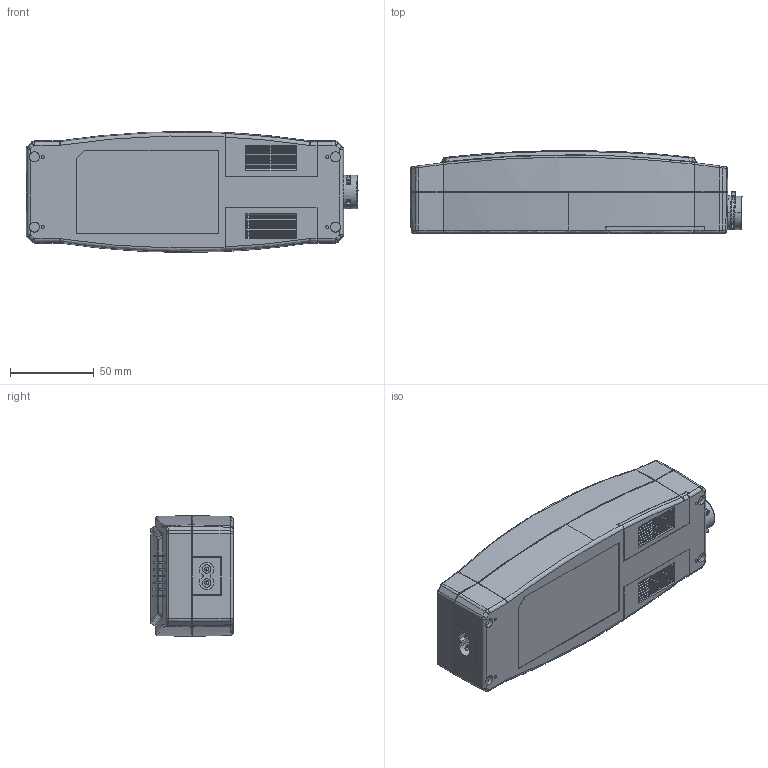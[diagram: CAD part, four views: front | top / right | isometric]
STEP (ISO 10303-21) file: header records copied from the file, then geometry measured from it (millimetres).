
FILE_DESCRIPTION (( 'STEP AP203' ), '1' );
FILE_NAME ('PD 13.STEP', '2012-10-30T09:20:16', ( 'admin' ), ( 'Hewlett-Packard Company' ), 'SwSTEP 2.0', 'SolidWorks 2012', '' );
FILE_SCHEMA (( 'CONFIG_CONTROL_DESIGN' ));
Products named in the file (1): PD 13
Bounding box: 198.45 x 49.57 x 72.3 mm (x, y, z)
Volume: 574784.3 mm3; surface area: 54990.6 mm2
Topology: 1 solids, 2 shells, 873 faces, 2356 edges, 1476 vertices
Faces by surface type: plane 344, bspline 251, cylinder 226, cone 50, torus 2
Entity records: 35643 total; most frequent: CARTESIAN_POINT 16830, ORIENTED_EDGE 4660, DIRECTION 2863, EDGE_CURVE 2330, VERTEX_POINT 1476, AXIS2_PLACEMENT_3D 993, B_SPLINE_CURVE_WITH_KNOTS 971, EDGE_LOOP 898
